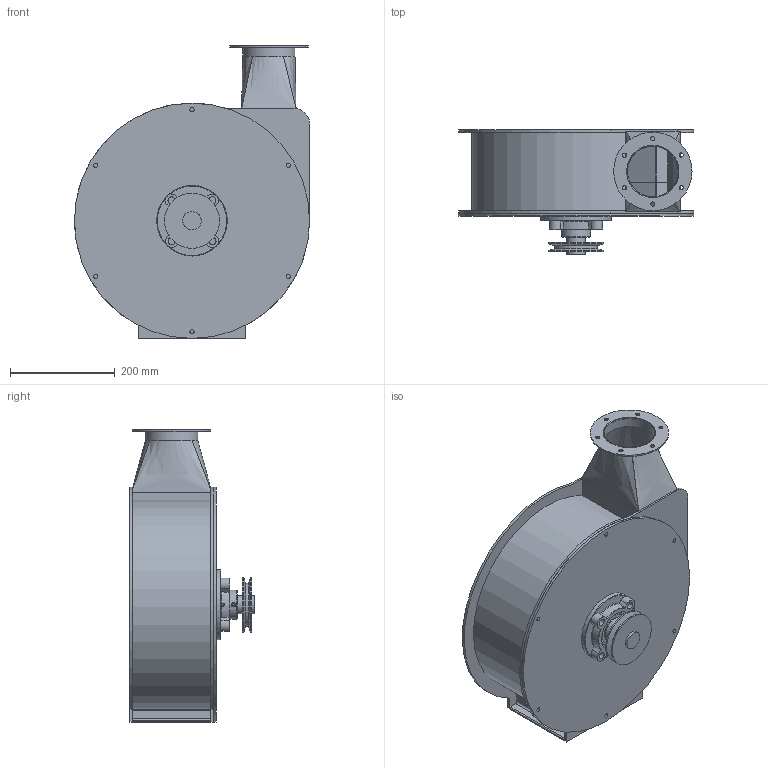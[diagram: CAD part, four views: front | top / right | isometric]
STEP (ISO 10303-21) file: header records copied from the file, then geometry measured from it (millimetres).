
FILE_DESCRIPTION( ( 'Unknown' ), '1' );
FILE_NAME( 'Fan Casing Complete System.stp', 'Unknown', ( 'Unknown' ), ( 'Unknown' ), 'PSStep 17.0.49', 'Unknown', ' ' );
FILE_SCHEMA( ( 'AUTOMOTIVE_DESIGN { 1 0 10303 214 1 1 1 1 }' ) );
Length unit declared in the file: millimetre
Products named in the file (24): Impeller Assembly; Impeller Base with Impellers ; Impeller Shaft Mount; Fan Extension Tube; snr_esfc207_1; snr_esfc207_1_01; snr_esfc207_1_02; snr_esfc207_1_03; snr_esfc207_1_04; snr_esfc207_1_05; snr_esfc207_1_06; snr_esfc207_1_07; 25x25 Angle Blower Mount; Angle 25x4-oa0; Fan Casing Complete; Fan Casing; Fan Casing Door Flap; Fan Shaft; Fan Base; Fan Base2; Assem1; Cyclone Flange Reducer; Cyclone Pipe Flange; Fan Pulley
Assembly tree (25 placements, depth 4):
  Assem1
    Cyclone Flange Reducer
    Cyclone Pipe Flange
    Fan Pulley
    Fan Casing Complete
      Fan Casing
      Fan Casing Door Flap
      Fan Shaft
      Fan Base
      Fan Base2
      25x25 Angle Blower Mount  x2
        Angle 25x4-oa0
      snr_esfc207_1  x2
        snr_esfc207_1_01
        snr_esfc207_1_02
        snr_esfc207_1_03
        snr_esfc207_1_04
        snr_esfc207_1_05
        snr_esfc207_1_06
        snr_esfc207_1_07
      Impeller Assembly
        Impeller Base with Impellers 
        Impeller Shaft Mount
        Fan Extension Tube
Bounding box: 450 x 238 x 560 mm (x, y, z)
Volume: 3769721.2 mm3; surface area: 1868245.2 mm2
Topology: 27 solids, 27 shells, 449 faces, 1142 edges, 757 vertices
Faces by surface type: plane 238, cylinder 125, cone 38, torus 36, bspline 8, sphere 4
Full cylindrical faces by diameter (mm): 0.85 x8, 4.918 x2, 8 x20, 14 x12, 16 x2, 35 x6, 37 x1, 50.04 x8, 55 x1, 55.6 x2, 62.061 x8, 79.2 x2, 81 x2, 82.5 x1, 90 x2, 96.8 x1, 100 x2, 105.5 x2, 146 x1, 150 x2, 200 x1, 400 x1, 450 x1
Entity records: 13871 total; most frequent: CARTESIAN_POINT 3021, DIRECTION 1581, ORIENTED_EDGE 1460, EDGE_CURVE 730, AXIS2_PLACEMENT_3D 584, VERTEX_POINT 534, EDGE_LOOP 524, LINE 413
